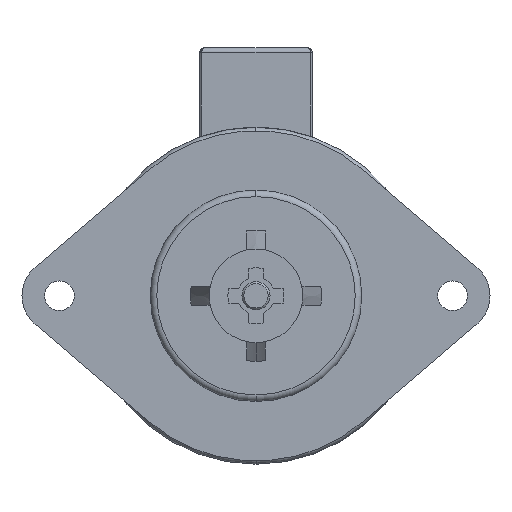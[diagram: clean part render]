
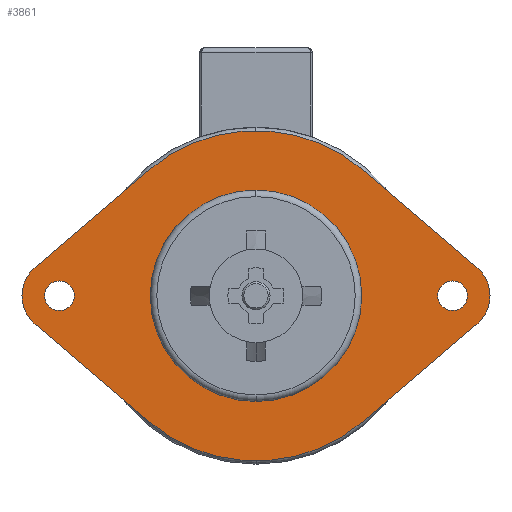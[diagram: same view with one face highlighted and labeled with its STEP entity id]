
A CAD part, left-side view. The second image highlights one B-rep face of the part: STEP entity #3861.
In plain terms, the highlighted planar face has unit normal (-1, 0, 0).
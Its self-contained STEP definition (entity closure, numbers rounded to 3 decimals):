
#8 = EDGE_CURVE ( 'NONE', #4554, #3249, #2546, .T. ) ;
#21 = AXIS2_PLACEMENT_3D ( 'NONE', #4583, #3202, #333 ) ;
#43 = CIRCLE ( 'NONE', #930, 4. ) ;
#109 = DIRECTION ( 'NONE',  ( 1., 0., 0. ) ) ;
#118 = EDGE_CURVE ( 'NONE', #2943, #1830, #1927, .T. ) ;
#141 = DIRECTION ( 'NONE',  ( 0., 1., 0. ) ) ;
#151 = ORIENTED_EDGE ( 'NONE', *, *, #352, .F. ) ;
#164 = VERTEX_POINT ( 'NONE', #4120 ) ;
#191 = AXIS2_PLACEMENT_3D ( 'NONE', #3025, #4171, #269 ) ;
#236 = CARTESIAN_POINT ( 'NONE',  ( 7.4, -21.005, 0. ) ) ;
#269 = DIRECTION ( 'NONE',  ( 0., -1., 0. ) ) ;
#271 = VERTEX_POINT ( 'NONE', #2483 ) ;
#297 = EDGE_CURVE ( 'NONE', #2647, #1330, #2102, .T. ) ;
#326 = VECTOR ( 'NONE', #3042, 1000. ) ;
#333 = DIRECTION ( 'NONE',  ( 0., 1., 0. ) ) ;
#352 = EDGE_CURVE ( 'NONE', #1330, #2647, #849, .T. ) ;
#508 = ORIENTED_EDGE ( 'NONE', *, *, #118, .T. ) ;
#522 = CIRCLE ( 'NONE', #2596, 17.65 ) ;
#525 = ORIENTED_EDGE ( 'NONE', *, *, #4159, .T. ) ;
#655 = DIRECTION ( 'NONE',  ( 0., -1., 0. ) ) ;
#705 = AXIS2_PLACEMENT_3D ( 'NONE', #1770, #4571, #4267 ) ;
#715 = EDGE_LOOP ( 'NONE', ( #151, #3894 ) ) ;
#731 = CARTESIAN_POINT ( 'NONE',  ( 7.4, 19.415, 0. ) ) ;
#764 = ORIENTED_EDGE ( 'NONE', *, *, #4345, .F. ) ;
#815 = CARTESIAN_POINT ( 'NONE',  ( 7.4, 23.604, -3.04 ) ) ;
#849 = CIRCLE ( 'NONE', #2105, 11.3 ) ;
#875 = FACE_BOUND ( 'NONE', #2357, .T. ) ;
#930 = AXIS2_PLACEMENT_3D ( 'NONE', #3047, #1263, #3378 ) ;
#1008 = VERTEX_POINT ( 'NONE', #2036 ) ;
#1070 = CARTESIAN_POINT ( 'NONE',  ( 7.4, -19.415, 0. ) ) ;
#1080 = ORIENTED_EDGE ( 'NONE', *, *, #8, .T. ) ;
#1141 = DIRECTION ( 'NONE',  ( 0., 1., 0. ) ) ;
#1193 = ORIENTED_EDGE ( 'NONE', *, *, #1868, .T. ) ;
#1201 = CARTESIAN_POINT ( 'NONE',  ( 7.4, -23.604, -3.04 ) ) ;
#1263 = DIRECTION ( 'NONE',  ( -1., 0., 0. ) ) ;
#1301 = VECTOR ( 'NONE', #4034, 1000. ) ;
#1308 = ORIENTED_EDGE ( 'NONE', *, *, #3146, .T. ) ;
#1330 = VERTEX_POINT ( 'NONE', #4526 ) ;
#1336 = AXIS2_PLACEMENT_3D ( 'NONE', #236, #4564, #655 ) ;
#1424 = AXIS2_PLACEMENT_3D ( 'NONE', #1904, #3324, #141 ) ;
#1472 = VERTEX_POINT ( 'NONE', #731 ) ;
#1534 = CARTESIAN_POINT ( 'NONE',  ( 7.4, 21.005, 0. ) ) ;
#1539 = CARTESIAN_POINT ( 'NONE',  ( 7.4, 21.005, 0. ) ) ;
#1600 = DIRECTION ( 'NONE',  ( 0., -1., 0. ) ) ;
#1643 = CARTESIAN_POINT ( 'NONE',  ( 7.4, 22.595, 0. ) ) ;
#1646 = CIRCLE ( 'NONE', #4394, 1.59 ) ;
#1770 = CARTESIAN_POINT ( 'NONE',  ( 7.4, 0., 0. ) ) ;
#1830 = VERTEX_POINT ( 'NONE', #3379 ) ;
#1834 = CARTESIAN_POINT ( 'NONE',  ( 7.4, 0., 0. ) ) ;
#1852 = EDGE_CURVE ( 'NONE', #4306, #2943, #522, .T. ) ;
#1868 = EDGE_CURVE ( 'NONE', #2844, #4306, #2579, .T. ) ;
#1904 = CARTESIAN_POINT ( 'NONE',  ( 7.4, -21.005, 0. ) ) ;
#1906 = EDGE_CURVE ( 'NONE', #3249, #271, #3717, .T. ) ;
#1927 = LINE ( 'NONE', #4443, #326 ) ;
#1931 = CIRCLE ( 'NONE', #1934, 1.59 ) ;
#1934 = AXIS2_PLACEMENT_3D ( 'NONE', #2985, #3658, #2614 ) ;
#2001 = VECTOR ( 'NONE', #2951, 1000. ) ;
#2004 = EDGE_LOOP ( 'NONE', ( #1308, #1193, #3651, #508, #3174, #1080, #4529, #525, #4473 ) ) ;
#2036 = CARTESIAN_POINT ( 'NONE',  ( 7.4, -11.47, -13.415 ) ) ;
#2052 = EDGE_CURVE ( 'NONE', #2245, #164, #3335, .T. ) ;
#2102 = CIRCLE ( 'NONE', #21, 11.3 ) ;
#2105 = AXIS2_PLACEMENT_3D ( 'NONE', #1834, #4302, #1141 ) ;
#2128 = CARTESIAN_POINT ( 'NONE',  ( 7.4, 0., 11.3 ) ) ;
#2146 = VECTOR ( 'NONE', #3649, 1000. ) ;
#2183 = CIRCLE ( 'NONE', #191, 1.59 ) ;
#2245 = VERTEX_POINT ( 'NONE', #1070 ) ;
#2256 = ORIENTED_EDGE ( 'NONE', *, *, #3470, .F. ) ;
#2291 = CARTESIAN_POINT ( 'NONE',  ( 7.4, -23.604, 3.04 ) ) ;
#2357 = EDGE_LOOP ( 'NONE', ( #764, #3216 ) ) ;
#2368 = VERTEX_POINT ( 'NONE', #4343 ) ;
#2483 = CARTESIAN_POINT ( 'NONE',  ( 7.4, 11.47, -13.415 ) ) ;
#2509 = CARTESIAN_POINT ( 'NONE',  ( 7.4, 25.005, 0. ) ) ;
#2546 = CIRCLE ( 'NONE', #3441, 4. ) ;
#2579 = LINE ( 'NONE', #2291, #2146 ) ;
#2596 = AXIS2_PLACEMENT_3D ( 'NONE', #2749, #4172, #4074 ) ;
#2614 = DIRECTION ( 'NONE',  ( 0., -1., 0. ) ) ;
#2615 = PLANE ( 'NONE',  #3954 ) ;
#2647 = VERTEX_POINT ( 'NONE', #2128 ) ;
#2656 = CARTESIAN_POINT ( 'NONE',  ( 7.4, -23.604, 3.04 ) ) ;
#2725 = EDGE_CURVE ( 'NONE', #3662, #1472, #1931, .T. ) ;
#2749 = CARTESIAN_POINT ( 'NONE',  ( 7.4, 0., 0. ) ) ;
#2844 = VERTEX_POINT ( 'NONE', #2656 ) ;
#2919 = CARTESIAN_POINT ( 'NONE',  ( 7.4, -21.005, 0. ) ) ;
#2925 = DIRECTION ( 'NONE',  ( -1., 0., 0. ) ) ;
#2943 = VERTEX_POINT ( 'NONE', #4329 ) ;
#2951 = DIRECTION ( 'NONE',  ( 0., -0.76, -0.65 ) ) ;
#2985 = CARTESIAN_POINT ( 'NONE',  ( 7.4, 21.005, 0. ) ) ;
#3003 = CIRCLE ( 'NONE', #705, 17.65 ) ;
#3025 = CARTESIAN_POINT ( 'NONE',  ( 7.4, -21.005, 0. ) ) ;
#3042 = DIRECTION ( 'NONE',  ( 0., 0.76, -0.65 ) ) ;
#3047 = CARTESIAN_POINT ( 'NONE',  ( 7.4, 21.005, 0. ) ) ;
#3146 = EDGE_CURVE ( 'NONE', #2368, #2844, #3573, .T. ) ;
#3174 = ORIENTED_EDGE ( 'NONE', *, *, #4429, .T. ) ;
#3202 = DIRECTION ( 'NONE',  ( -1., 0., 0. ) ) ;
#3216 = ORIENTED_EDGE ( 'NONE', *, *, #2052, .F. ) ;
#3249 = VERTEX_POINT ( 'NONE', #4489 ) ;
#3283 = ORIENTED_EDGE ( 'NONE', *, *, #2725, .F. ) ;
#3324 = DIRECTION ( 'NONE',  ( -1., 0., 0. ) ) ;
#3335 = CIRCLE ( 'NONE', #1336, 1.59 ) ;
#3378 = DIRECTION ( 'NONE',  ( 0., -1., 0. ) ) ;
#3379 = CARTESIAN_POINT ( 'NONE',  ( 7.4, 23.604, 3.04 ) ) ;
#3441 = AXIS2_PLACEMENT_3D ( 'NONE', #1539, #4372, #3694 ) ;
#3470 = EDGE_CURVE ( 'NONE', #1472, #3662, #1646, .T. ) ;
#3573 = CIRCLE ( 'NONE', #1424, 4. ) ;
#3631 = EDGE_LOOP ( 'NONE', ( #2256, #3283 ) ) ;
#3637 = FACE_BOUND ( 'NONE', #715, .T. ) ;
#3649 = DIRECTION ( 'NONE',  ( 0., 0.76, 0.65 ) ) ;
#3651 = ORIENTED_EDGE ( 'NONE', *, *, #1852, .T. ) ;
#3658 = DIRECTION ( 'NONE',  ( -1., 0., 0. ) ) ;
#3659 = DIRECTION ( 'NONE',  ( 0., 1., 0. ) ) ;
#3662 = VERTEX_POINT ( 'NONE', #1643 ) ;
#3682 = FACE_OUTER_BOUND ( 'NONE', #2004, .T. ) ;
#3694 = DIRECTION ( 'NONE',  ( 0., -1., 0. ) ) ;
#3717 = LINE ( 'NONE', #815, #2001 ) ;
#3861 = ADVANCED_FACE ( 'NONE', ( #875, #4056, #3637, #3682 ), #2615, .F. ) ;
#3894 = ORIENTED_EDGE ( 'NONE', *, *, #297, .F. ) ;
#3917 = EDGE_CURVE ( 'NONE', #1008, #2368, #4431, .T. ) ;
#3954 = AXIS2_PLACEMENT_3D ( 'NONE', #2919, #109, #3659 ) ;
#4034 = DIRECTION ( 'NONE',  ( 0., -0.76, 0.65 ) ) ;
#4056 = FACE_BOUND ( 'NONE', #3631, .T. ) ;
#4074 = DIRECTION ( 'NONE',  ( 0., -1., 0. ) ) ;
#4120 = CARTESIAN_POINT ( 'NONE',  ( 7.4, -22.595, 0. ) ) ;
#4159 = EDGE_CURVE ( 'NONE', #271, #1008, #3003, .T. ) ;
#4171 = DIRECTION ( 'NONE',  ( -1., 0., 0. ) ) ;
#4172 = DIRECTION ( 'NONE',  ( -1., 0., 0. ) ) ;
#4267 = DIRECTION ( 'NONE',  ( 0., -1., 0. ) ) ;
#4302 = DIRECTION ( 'NONE',  ( -1., 0., 0. ) ) ;
#4306 = VERTEX_POINT ( 'NONE', #4309 ) ;
#4309 = CARTESIAN_POINT ( 'NONE',  ( 7.4, -11.47, 13.415 ) ) ;
#4329 = CARTESIAN_POINT ( 'NONE',  ( 7.4, 11.47, 13.415 ) ) ;
#4343 = CARTESIAN_POINT ( 'NONE',  ( 7.4, -23.604, -3.04 ) ) ;
#4345 = EDGE_CURVE ( 'NONE', #164, #2245, #2183, .T. ) ;
#4372 = DIRECTION ( 'NONE',  ( -1., 0., 0. ) ) ;
#4394 = AXIS2_PLACEMENT_3D ( 'NONE', #1534, #2925, #1600 ) ;
#4429 = EDGE_CURVE ( 'NONE', #1830, #4554, #43, .T. ) ;
#4431 = LINE ( 'NONE', #1201, #1301 ) ;
#4443 = CARTESIAN_POINT ( 'NONE',  ( 7.4, 23.604, 3.04 ) ) ;
#4473 = ORIENTED_EDGE ( 'NONE', *, *, #3917, .T. ) ;
#4489 = CARTESIAN_POINT ( 'NONE',  ( 7.4, 23.604, -3.04 ) ) ;
#4526 = CARTESIAN_POINT ( 'NONE',  ( 7.4, 0., -11.3 ) ) ;
#4529 = ORIENTED_EDGE ( 'NONE', *, *, #1906, .T. ) ;
#4554 = VERTEX_POINT ( 'NONE', #2509 ) ;
#4564 = DIRECTION ( 'NONE',  ( -1., 0., 0. ) ) ;
#4571 = DIRECTION ( 'NONE',  ( -1., 0., 0. ) ) ;
#4583 = CARTESIAN_POINT ( 'NONE',  ( 7.4, 0., 0. ) ) ;
